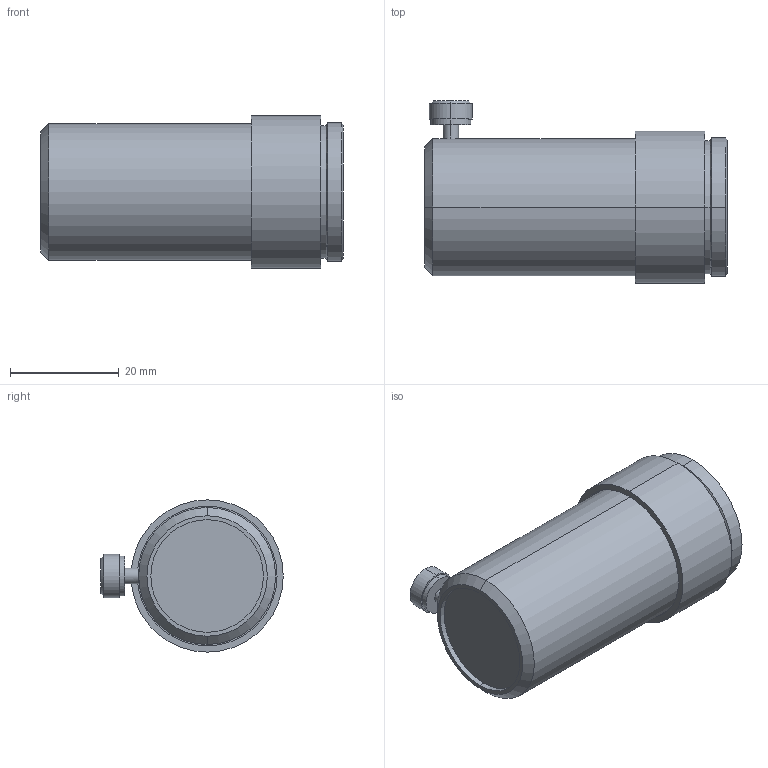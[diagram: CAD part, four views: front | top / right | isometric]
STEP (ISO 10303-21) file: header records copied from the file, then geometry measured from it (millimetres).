
FILE_DESCRIPTION (( 'STEP AP214' ), '1' );
FILE_NAME ('30-16-02-000-OUTLINE.STEP', '2007-08-16T19:16:45', ( ' ' ), ( ' ' ), 'SwSTEP 2.0', 'SolidWorks 2007', '' );
FILE_SCHEMA (( 'AUTOMOTIVE_DESIGN' ));
Length unit declared in the file: inch
Products named in the file (1): 30-16-02-000-OUTLINE
Bounding box: 55.6 x 33.5 x 27.94 mm (x, y, z)
Volume: 28513.9 mm3; surface area: 6220.5 mm2
Topology: 1 solids, 1 shells, 39 faces, 76 edges, 48 vertices
Faces by surface type: cylinder 20, plane 11, cone 8
Entity records: 1592 total; most frequent: CARTESIAN_POINT 214, DIRECTION 200, ORIENTED_EDGE 152, AXIS2_PLACEMENT_3D 86, EDGE_CURVE 76, EDGE_LOOP 48, VERTEX_POINT 48, CIRCLE 46
